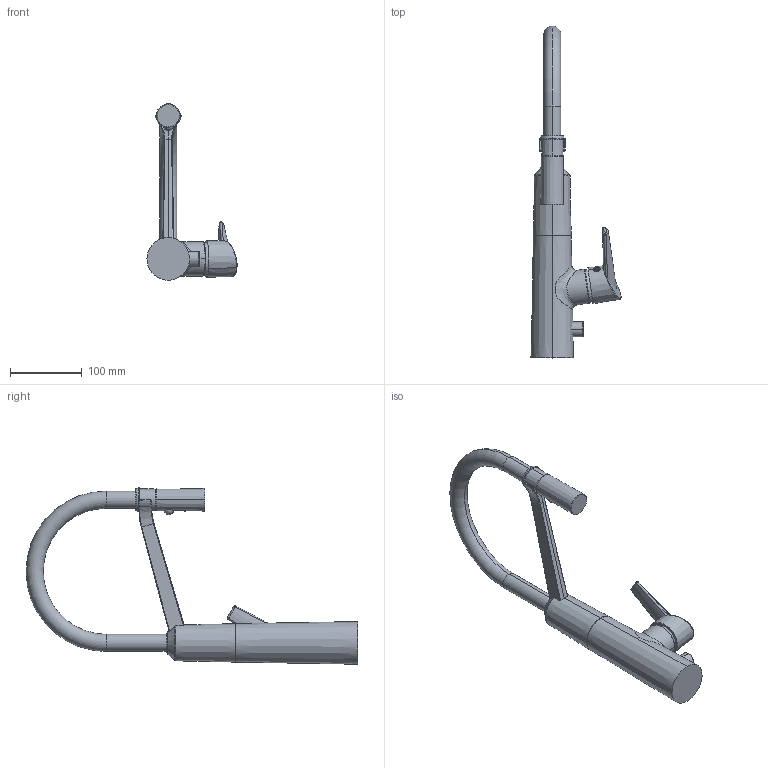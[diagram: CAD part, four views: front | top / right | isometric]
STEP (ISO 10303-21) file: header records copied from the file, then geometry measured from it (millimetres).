
FILE_DESCRIPTION (( 'STEP AP203' ), '1' );
FILE_NAME ('2739F(2017)+65292203.STEP', '2018-09-03T05:37:38', ( '' ), ( '' ), 'SwSTEP 2.0', 'SolidWorks 2016', '' );
FILE_SCHEMA (( 'CONFIG_CONTROL_DESIGN' ));
Length unit declared in the file: millimetre
Products named in the file (1): 2739F(2017)+65292203
Bounding box: 125.89 x 463.6 x 246.52 mm (x, y, z)
Volume: 1109825.7 mm3; surface area: 142948.5 mm2
Topology: 13 solids, 13 shells, 295 faces, 692 edges, 427 vertices
Faces by surface type: bspline 91, plane 54, torus 46, cylinder 43, cone 42, sphere 19
Entity records: 14080 total; most frequent: CARTESIAN_POINT 7937, ORIENTED_EDGE 1366, DIRECTION 1144, EDGE_CURVE 683, AXIS2_PLACEMENT_3D 511, VERTEX_POINT 425, EDGE_LOOP 306, CIRCLE 306
